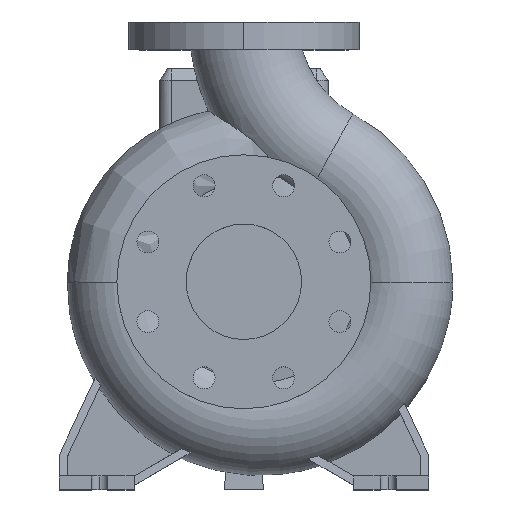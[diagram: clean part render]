
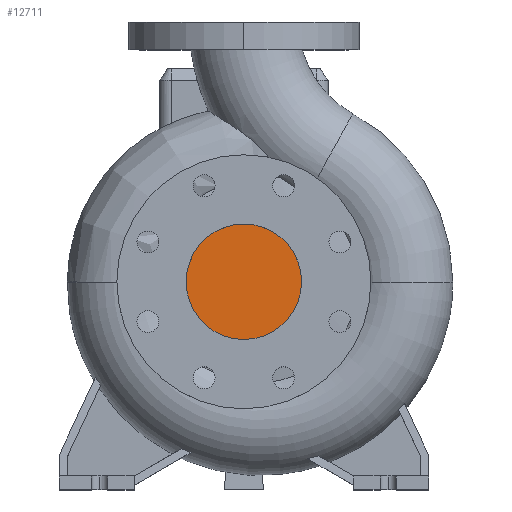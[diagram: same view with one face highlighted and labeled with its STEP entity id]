
A CAD part, top view. The second image highlights one B-rep face of the part: STEP entity #12711.
In plain terms, the highlighted planar face has unit normal (0, 0, 1).
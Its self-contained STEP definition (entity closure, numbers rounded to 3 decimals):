
#726 = PLANE ( 'NONE',  #4538 ) ;
#921 = CARTESIAN_POINT ( 'NONE',  ( -50., 0., 113. ) ) ;
#1249 = EDGE_LOOP ( 'NONE', ( #9550, #3168 ) ) ;
#1283 = CARTESIAN_POINT ( 'NONE',  ( 0., 0., 113. ) ) ;
#1431 = DIRECTION ( 'NONE',  ( 0., 0., 1. ) ) ;
#3034 = EDGE_CURVE ( 'NONE', #13520, #9031, #4408, .T. ) ;
#3168 = ORIENTED_EDGE ( 'NONE', *, *, #11894, .T. ) ;
#3373 = AXIS2_PLACEMENT_3D ( 'NONE', #4235, #7752, #14340 ) ;
#4235 = CARTESIAN_POINT ( 'NONE',  ( 0., 0., 113. ) ) ;
#4334 = CARTESIAN_POINT ( 'NONE',  ( 0., 50., 113. ) ) ;
#4408 = CIRCLE ( 'NONE', #12058, 50. ) ;
#4538 = AXIS2_PLACEMENT_3D ( 'NONE', #4334, #12410, #5451 ) ;
#5451 = DIRECTION ( 'NONE',  ( -1., 0., 0. ) ) ;
#7544 = FACE_OUTER_BOUND ( 'NONE', #1249, .T. ) ;
#7752 = DIRECTION ( 'NONE',  ( 0., 0., 1. ) ) ;
#8184 = DIRECTION ( 'NONE',  ( 1., 0., 0. ) ) ;
#9031 = VERTEX_POINT ( 'NONE', #921 ) ;
#9550 = ORIENTED_EDGE ( 'NONE', *, *, #3034, .T. ) ;
#11686 = CARTESIAN_POINT ( 'NONE',  ( 50., 0., 113. ) ) ;
#11894 = EDGE_CURVE ( 'NONE', #9031, #13520, #14367, .T. ) ;
#12058 = AXIS2_PLACEMENT_3D ( 'NONE', #1283, #1431, #8184 ) ;
#12410 = DIRECTION ( 'NONE',  ( 0., 0., -1. ) ) ;
#12711 = ADVANCED_FACE ( 'NONE', ( #7544 ), #726, .F. ) ;
#13520 = VERTEX_POINT ( 'NONE', #11686 ) ;
#14340 = DIRECTION ( 'NONE',  ( 1., 0., 0. ) ) ;
#14367 = CIRCLE ( 'NONE', #3373, 50. ) ;
